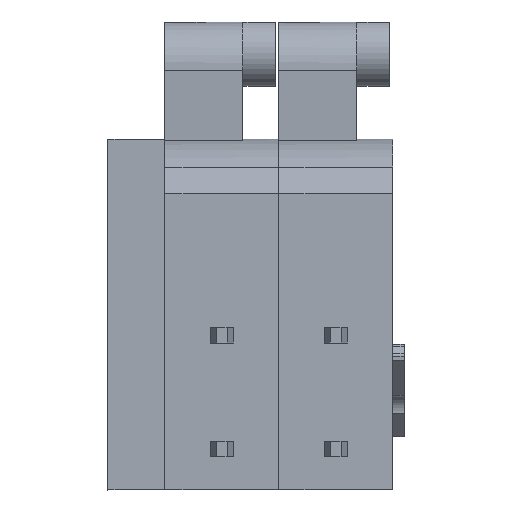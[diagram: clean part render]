
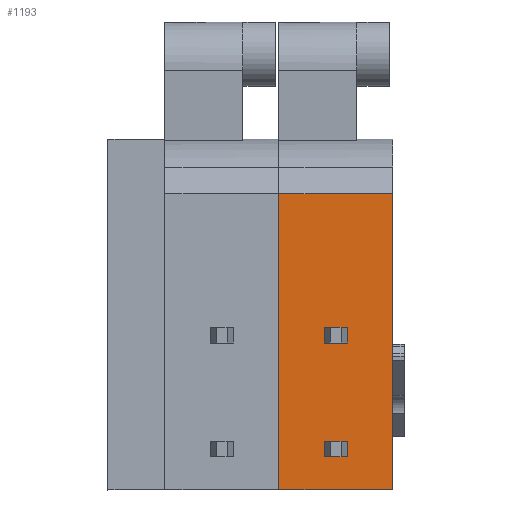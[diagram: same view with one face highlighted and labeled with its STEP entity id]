
A CAD part, left-side view. The second image highlights one B-rep face of the part: STEP entity #1193.
In plain terms, the highlighted planar face has unit normal (-1, 0, 0).
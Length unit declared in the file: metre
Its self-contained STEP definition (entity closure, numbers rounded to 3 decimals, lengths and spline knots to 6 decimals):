
#1193=ADVANCED_FACE('',(#3275,#3276,#3277),#3278,.T.);
#1363=EDGE_CURVE('',#3544,#3541,#3545,.T.);
#1529=EDGE_CURVE('',#3541,#3774,#3777,.T.);
#1631=EDGE_CURVE('',#3774,#3910,#3911,.T.);
#1633=EDGE_CURVE('',#3544,#3910,#3913,.T.);
#3275=FACE_BOUND('',#6143,.T.);
#3276=FACE_BOUND('',#6144,.T.);
#3277=FACE_OUTER_BOUND('',#6145,.T.);
#3278=PLANE('',#6146);
#3541=VERTEX_POINT('',#6515);
#3544=VERTEX_POINT('',#6520);
#3545=LINE('',#6521,#6522);
#3774=VERTEX_POINT('',#6890);
#3777=LINE('',#6895,#6896);
#3910=VERTEX_POINT('',#7111);
#3911=LINE('',#7112,#7113);
#3913=LINE('',#7116,#7117);
#6143=EDGE_LOOP('',(#10612,#10613,#10614,#10615));
#6144=EDGE_LOOP('',(#10616,#10617,#10618,#10619));
#6145=EDGE_LOOP('',(#10620,#10621,#10622,#10623));
#6146=AXIS2_PLACEMENT_3D('',#10624,#10625,#10626);
#6515=CARTESIAN_POINT('',(-0.185588,0.058439,-0.058744));
#6520=CARTESIAN_POINT('',(-0.185588,0.053439,-0.058744));
#6521=CARTESIAN_POINT('',(-0.185588,0.058439,-0.058744));
#6522=VECTOR('',#11029,1.0);
#6890=CARTESIAN_POINT('',(-0.185588,0.058439,-0.07174));
#6895=CARTESIAN_POINT('',(-0.185588,0.058439,-0.07174));
#6896=VECTOR('',#11160,1.0);
#7111=CARTESIAN_POINT('',(-0.185588,0.053439,-0.07174));
#7112=CARTESIAN_POINT('',(-0.185588,0.058439,-0.07174));
#7113=VECTOR('',#11249,1.0);
#7116=CARTESIAN_POINT('',(-0.185588,0.053439,-0.07174));
#7117=VECTOR('',#11250,1.0);
#10612=ORIENTED_EDGE('',*,*,#13789,.F.);
#10613=ORIENTED_EDGE('',*,*,#13795,.F.);
#10614=ORIENTED_EDGE('',*,*,#13818,.T.);
#10615=ORIENTED_EDGE('',*,*,#13784,.F.);
#10616=ORIENTED_EDGE('',*,*,#13804,.F.);
#10617=ORIENTED_EDGE('',*,*,#13813,.T.);
#10618=ORIENTED_EDGE('',*,*,#13799,.F.);
#10619=ORIENTED_EDGE('',*,*,#13808,.T.);
#10620=ORIENTED_EDGE('',*,*,#1363,.T.);
#10621=ORIENTED_EDGE('',*,*,#1529,.T.);
#10622=ORIENTED_EDGE('',*,*,#1631,.T.);
#10623=ORIENTED_EDGE('',*,*,#1633,.F.);
#10624=CARTESIAN_POINT('',(-0.185588,0.058439,-0.07174));
#10625=DIRECTION('',(-1.0,0.,0.));
#10626=DIRECTION('',(0.,0.0,1.0));
#11029=DIRECTION('',(0.,1.0,0.));
#11160=DIRECTION('',(0.,0.,-1.0));
#11249=DIRECTION('',(0.,-1.0,0.));
#11250=DIRECTION('',(0.,0.,-1.0));
#13784=EDGE_CURVE('',#14210,#14212,#14213,.T.);
#13789=EDGE_CURVE('',#14218,#14210,#14221,.T.);
#13795=EDGE_CURVE('',#14229,#14218,#14231,.T.);
#13799=EDGE_CURVE('',#14235,#14237,#14238,.T.);
#13804=EDGE_CURVE('',#14243,#14246,#14247,.T.);
#13808=EDGE_CURVE('',#14235,#14246,#14252,.T.);
#13813=EDGE_CURVE('',#14243,#14237,#14259,.T.);
#13818=EDGE_CURVE('',#14229,#14212,#14266,.T.);
#14210=VERTEX_POINT('',#14695);
#14212=VERTEX_POINT('',#14698);
#14213=LINE('',#14699,#14700);
#14218=VERTEX_POINT('',#14707);
#14221=LINE('',#14711,#14712);
#14229=VERTEX_POINT('',#14723);
#14231=LINE('',#14726,#14727);
#14235=VERTEX_POINT('',#14732);
#14237=VERTEX_POINT('',#14735);
#14238=LINE('',#14736,#14737);
#14243=VERTEX_POINT('',#14744);
#14246=VERTEX_POINT('',#14748);
#14247=LINE('',#14749,#14750);
#14252=LINE('',#14757,#14758);
#14259=LINE('',#14768,#14769);
#14266=LINE('',#14779,#14780);
#14695=CARTESIAN_POINT('',(-0.185588,0.055439,-0.06529));
#14698=CARTESIAN_POINT('',(-0.185588,0.055439,-0.06459));
#14699=CARTESIAN_POINT('',(-0.185588,0.055439,-0.071776));
#14700=VECTOR('',#15188,1.0);
#14707=CARTESIAN_POINT('',(-0.185588,0.056439,-0.06529));
#14711=CARTESIAN_POINT('',(-0.185588,0.058459,-0.06529));
#14712=VECTOR('',#15192,1.0);
#14723=CARTESIAN_POINT('',(-0.185588,0.056439,-0.06459));
#14726=CARTESIAN_POINT('',(-0.185588,0.056439,-0.071776));
#14727=VECTOR('',#15197,1.0);
#14732=CARTESIAN_POINT('',(-0.185588,0.056439,-0.06959));
#14735=CARTESIAN_POINT('',(-0.185588,0.056439,-0.07029));
#14736=CARTESIAN_POINT('',(-0.185588,0.056439,-0.071736));
#14737=VECTOR('',#15200,1.0);
#14744=CARTESIAN_POINT('',(-0.185588,0.055439,-0.07029));
#14748=CARTESIAN_POINT('',(-0.185588,0.055439,-0.06959));
#14749=CARTESIAN_POINT('',(-0.185588,0.055439,-0.071736));
#14750=VECTOR('',#15204,1.0);
#14757=CARTESIAN_POINT('',(-0.185588,0.058459,-0.06959));
#14758=VECTOR('',#15207,1.0);
#14768=CARTESIAN_POINT('',(-0.185588,0.058459,-0.07029));
#14769=VECTOR('',#15211,1.0);
#14779=CARTESIAN_POINT('',(-0.185588,0.058459,-0.06459));
#14780=VECTOR('',#15215,1.0);
#15188=DIRECTION('',(0.,0.,1.0));
#15192=DIRECTION('',(0.,-1.0,0.));
#15197=DIRECTION('',(0.,0.,-1.0));
#15200=DIRECTION('',(0.,0.,-1.0));
#15204=DIRECTION('',(0.,0.,1.0));
#15207=DIRECTION('',(0.,-1.0,0.));
#15211=DIRECTION('',(0.,1.0,0.));
#15215=DIRECTION('',(0.,-1.0,0.));
